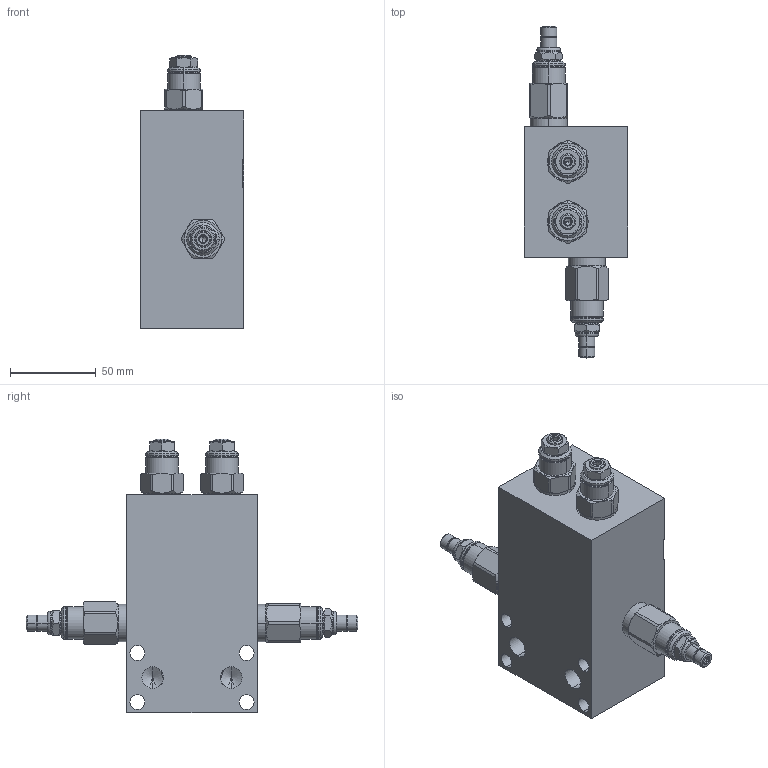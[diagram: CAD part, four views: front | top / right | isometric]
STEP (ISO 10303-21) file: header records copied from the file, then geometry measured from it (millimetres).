
FILE_DESCRIPTION((''),'2;1');
FILE_NAME('YCCXLHNAK_ASM','2024-10-28T',('ProEService'),(''),'PRO/ENGINEER BY PARAMETRIC TECHNOLOGY CORPORATION, 2014200','PRO/ENGINEER BY PARAMETRIC TECHNOLOGY CORPORATION, 2014200','');
FILE_SCHEMA(('CONFIG_CONTROL_DESIGN'));
Length unit declared in the file: inch
Products named in the file (4): 152-038-004; CBCALHN; RDDALAN; YCCXLHNAK_ASM
Assembly tree (5 placements, depth 2):
  YCCXLHNAK_ASM
    152-038-004
    CBCALHN  x2
    RDDALAN  x2
Bounding box: 60.33 x 193.34 x 159.54 mm (x, y, z)
Volume: 564333 mm3; surface area: 102071.9 mm2
Topology: 13 solids, 17 shells, 892 faces, 2397 edges, 1693 vertices
Faces by surface type: cylinder 308, cone 212, plane 210, torus 130, revolution 32
Entity records: 20212 total; most frequent: CARTESIAN_POINT 6308, DIRECTION 3045, ORIENTED_EDGE 2416, EDGE_CURVE 1208, AXIS2_PLACEMENT_3D 1141, VECTOR 747, LINE 747, VERTEX_POINT 732
